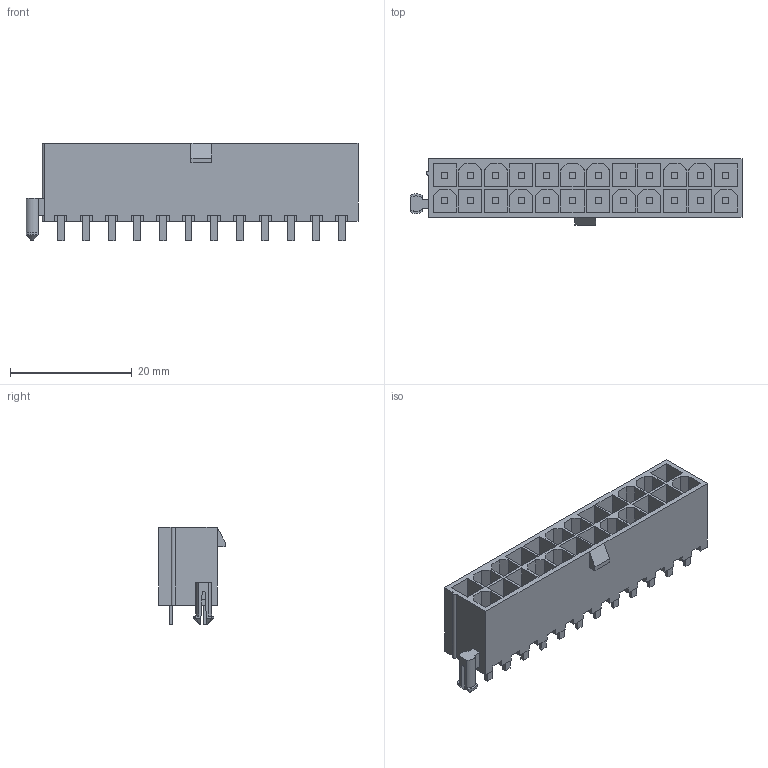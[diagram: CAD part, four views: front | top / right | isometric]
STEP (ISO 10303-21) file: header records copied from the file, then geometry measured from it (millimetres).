
FILE_DESCRIPTION((''),'2;1');
FILE_NAME('C-1-1775099-3','2016-08-10T',('workeradm'),('Tyco Electronics Ltd.'),'CREO PARAMETRIC BY PTC INC, 2016050','CREO PARAMETRIC BY PTC INC, 2016050','');
FILE_SCHEMA(('AUTOMOTIVE_DESIGN { 1 0 10303 214 1 1 1 1 }'));
Length unit declared in the file: millimetre
Products named in the file (1): C-1-1775099-3
Bounding box: 54.55 x 10.9 x 16 mm (x, y, z)
Volume: 3166.8 mm3; surface area: 6845.3 mm2
Topology: 1 solids, 1 shells, 530 faces, 1357 edges, 902 vertices
Faces by surface type: plane 518, cylinder 10, cone 2
Entity records: 15911 total; most frequent: CARTESIAN_POINT 2839, ORIENTED_EDGE 2714, DIRECTION 2419, EDGE_CURVE 1357, VECTOR 1331, LINE 1331, VERTEX_POINT 902, EDGE_LOOP 603
